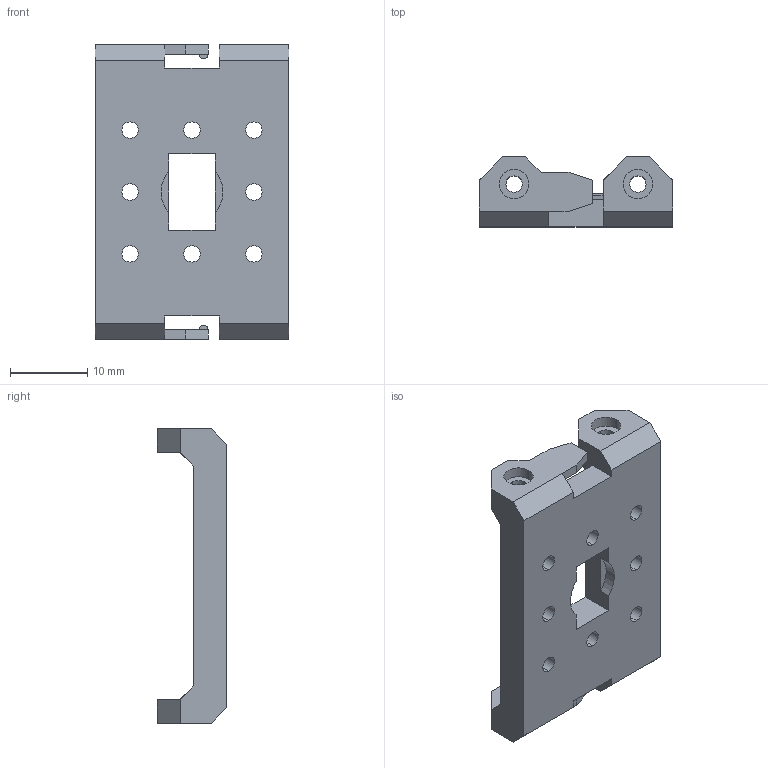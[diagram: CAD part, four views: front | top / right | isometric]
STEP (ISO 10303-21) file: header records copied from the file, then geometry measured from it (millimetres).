
FILE_DESCRIPTION((''),'2;1');
FILE_NAME('F3','2010-04-09T',('JANG WOOK'),(''),'PRO/ENGINEER BY PARAMETRIC TECHNOLOGY CORPORATION, 2009060','PRO/ENGINEER BY PARAMETRIC TECHNOLOGY CORPORATION, 2009060','');
FILE_SCHEMA(('CONFIG_CONTROL_DESIGN'));
Length unit declared in the file: millimetre
Products named in the file (1): F3
Bounding box: 25 x 9 x 38 mm (x, y, z)
Volume: 3206.4 mm3; surface area: 3583.4 mm2
Topology: 1 solids, 1 shells, 242 faces, 684 edges, 454 vertices
Faces by surface type: plane 206, cylinder 36
Entity records: 7822 total; most frequent: CARTESIAN_POINT 1380, ORIENTED_EDGE 1368, DIRECTION 1240, EDGE_CURVE 684, VECTOR 612, LINE 612, VERTEX_POINT 454, AXIS2_PLACEMENT_3D 314
